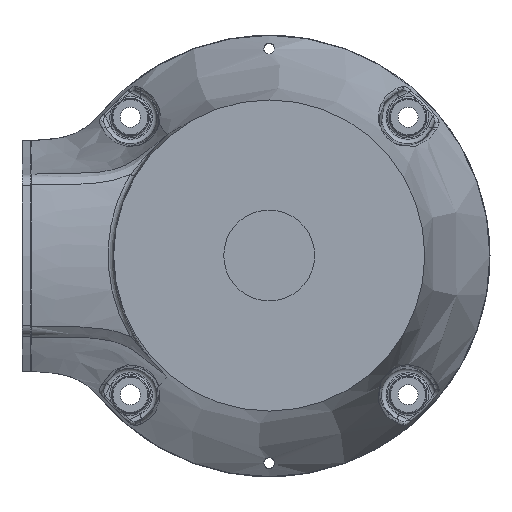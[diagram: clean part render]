
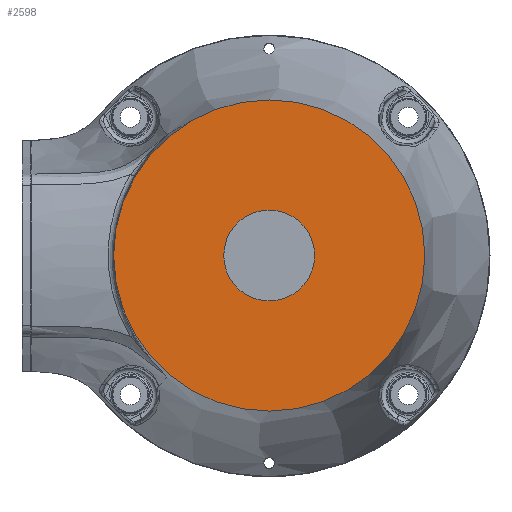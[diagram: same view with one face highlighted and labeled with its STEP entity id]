
A CAD part, top view. The second image highlights one B-rep face of the part: STEP entity #2598.
In plain terms, the highlighted planar face has unit normal (0, 0, 1).
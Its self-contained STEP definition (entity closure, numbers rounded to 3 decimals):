
#444 = ORIENTED_EDGE ( 'NONE', *, *, #6305, .F. ) ;
#1286 = CARTESIAN_POINT ( 'NONE',  ( 0., 0., 157.5 ) ) ;
#1937 = CARTESIAN_POINT ( 'NONE',  ( 0., 0., 157.5 ) ) ;
#2249 = FACE_OUTER_BOUND ( 'NONE', #10271, .T. ) ;
#2410 = AXIS2_PLACEMENT_3D ( 'NONE', #1937, #5496, #3749 ) ;
#2598 = ADVANCED_FACE ( 'NONE', ( #2249, #4055 ), #11297, .F. ) ;
#2905 = AXIS2_PLACEMENT_3D ( 'NONE', #1286, #4845, #3968 ) ;
#3154 = VERTEX_POINT ( 'NONE', #6708 ) ;
#3749 = DIRECTION ( 'NONE',  ( 1., 0., 0. ) ) ;
#3891 = CIRCLE ( 'NONE', #2410, 85.599 ) ;
#3968 = DIRECTION ( 'NONE',  ( -1., 0., 0. ) ) ;
#4055 = FACE_BOUND ( 'NONE', #10962, .T. ) ;
#4845 = DIRECTION ( 'NONE',  ( 0., 0., 1. ) ) ;
#4928 = DIRECTION ( 'NONE',  ( 0., 0., -1. ) ) ;
#5496 = DIRECTION ( 'NONE',  ( 0., 0., 1. ) ) ;
#5859 = CARTESIAN_POINT ( 'NONE',  ( -90., 0., 157.5 ) ) ;
#6305 = EDGE_CURVE ( 'NONE', #3154, #3154, #7774, .T. ) ;
#6708 = CARTESIAN_POINT ( 'NONE',  ( -25., 0., 157.5 ) ) ;
#6998 = VERTEX_POINT ( 'NONE', #8986 ) ;
#7498 = ORIENTED_EDGE ( 'NONE', *, *, #7602, .T. ) ;
#7602 = EDGE_CURVE ( 'NONE', #6998, #6998, #3891, .T. ) ;
#7774 = CIRCLE ( 'NONE', #2905, 25. ) ;
#8986 = CARTESIAN_POINT ( 'NONE',  ( 85.599, 0., 157.5 ) ) ;
#10188 = AXIS2_PLACEMENT_3D ( 'NONE', #5859, #4928, #10315 ) ;
#10271 = EDGE_LOOP ( 'NONE', ( #7498 ) ) ;
#10315 = DIRECTION ( 'NONE',  ( 0., -1., 0. ) ) ;
#10962 = EDGE_LOOP ( 'NONE', ( #444 ) ) ;
#11297 = PLANE ( 'NONE',  #10188 ) ;
